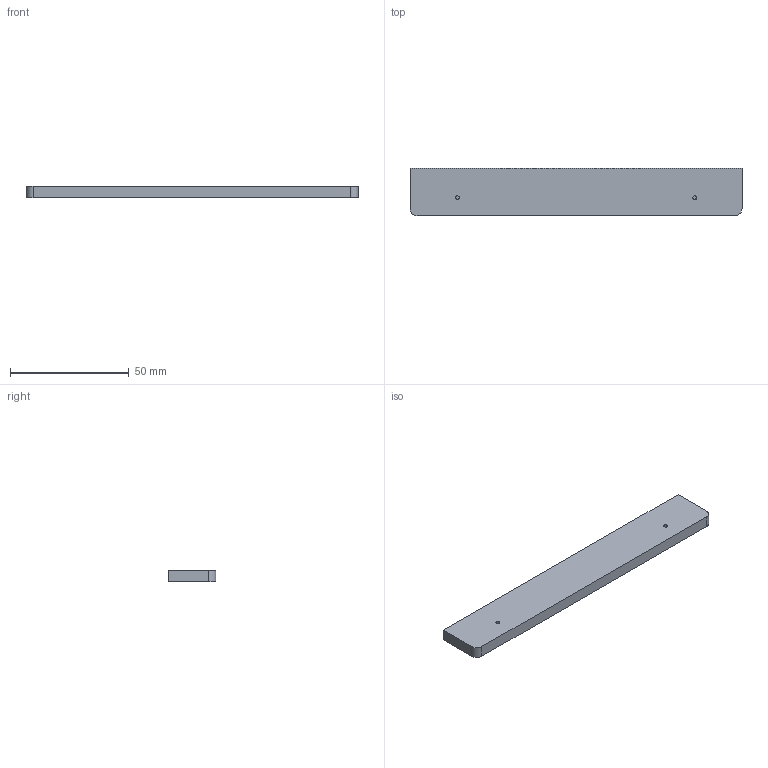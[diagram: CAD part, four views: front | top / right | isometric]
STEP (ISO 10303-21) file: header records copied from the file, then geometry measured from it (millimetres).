
FILE_DESCRIPTION(/* description */ (''),/* implementation_level */ '2;1');
FILE_NAME(/* name */ 'contempt75_brass weight v2.step',/* time_stamp */ '2022-03-23T21:59:34+08:00',/* author */ (''),/* organization */ (''),/* preprocessor_version */ 'ST-DEVELOPER v18.1',/* originating_system */ 'Autodesk Translation Framework v10.13.0.1454',/* authorisation */ '');
FILE_SCHEMA (('AUTOMOTIVE_DESIGN { 1 0 10303 214 3 1 1 }'));
Length unit declared in the file: millimetre
Products named in the file (2): contempt75_brass weight; Component2
Assembly tree (1 placements, depth 2):
  contempt75_brass weight
    Component2
Bounding box: 140 x 20 x 5 mm (x, y, z)
Volume: 13770.3 mm3; surface area: 8058.7 mm2
Topology: 1 solids, 1 shells, 810 faces, 2238 edges, 1492 vertices
Faces by surface type: bspline 701, plane 107, cylinder 2
Full cylindrical faces by diameter (mm): 1.6 x2
Entity records: 27429 total; most frequent: CARTESIAN_POINT 13640, ORIENTED_EDGE 4476, EDGE_CURVE 2238, VERTEX_POINT 1492, DIRECTION 1072, EDGE_LOOP 872, LINE 832, VECTOR 832
